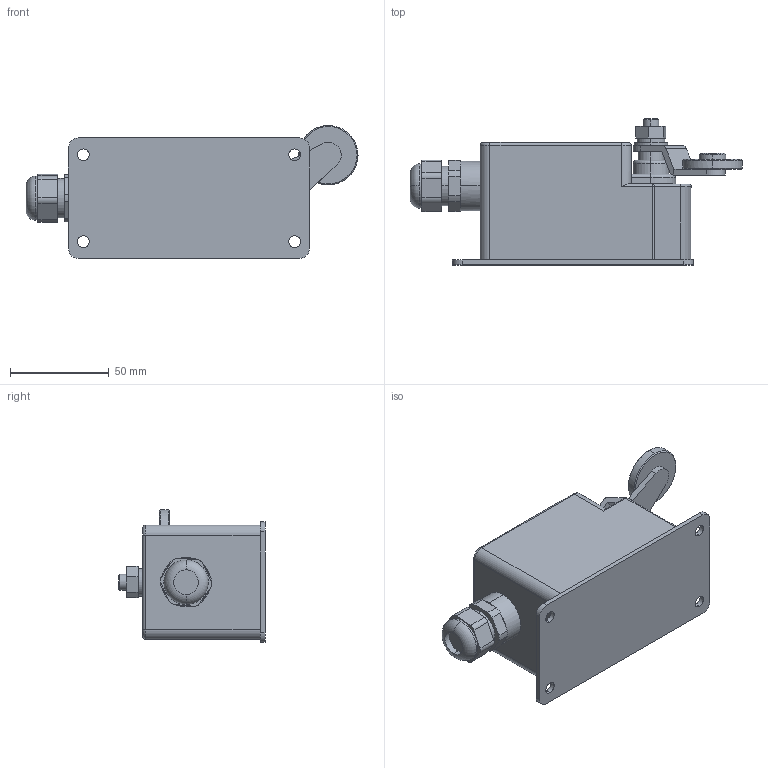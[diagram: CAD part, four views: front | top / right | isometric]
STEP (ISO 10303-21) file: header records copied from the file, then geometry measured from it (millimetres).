
FILE_DESCRIPTION (( 'STEP AP214' ), '1' );
FILE_NAME ('KV-1-300-1 ﾂﾊ-300-ﾁﾐ-11-67 ﾓ2-21.STEP', '2017-11-15T07:42:14', ( '' ), ( '' ), 'SwSTEP 2.0', 'SolidWorks 2014', '' );
FILE_SCHEMA (( 'AUTOMOTIVE_DESIGN' ));
Length unit declared in the file: millimetre
Products named in the file (1): KV-1-300-1 ﾂﾊ-300-ﾁﾐ-11-67 ﾓ2-21
Bounding box: 168.13 x 74 x 67.3 mm (x, y, z)
Volume: 276945.4 mm3; surface area: 51990.6 mm2
Topology: 1 solids, 2 shells, 410 faces, 1040 edges, 674 vertices
Faces by surface type: plane 201, bspline 110, cylinder 78, torus 10, cone 9, sphere 2
Entity records: 17969 total; most frequent: CARTESIAN_POINT 8637, ORIENTED_EDGE 2076, DIRECTION 1611, EDGE_CURVE 1038, VERTEX_POINT 674, VECTOR 619, LINE 619, AXIS2_PLACEMENT_3D 496
